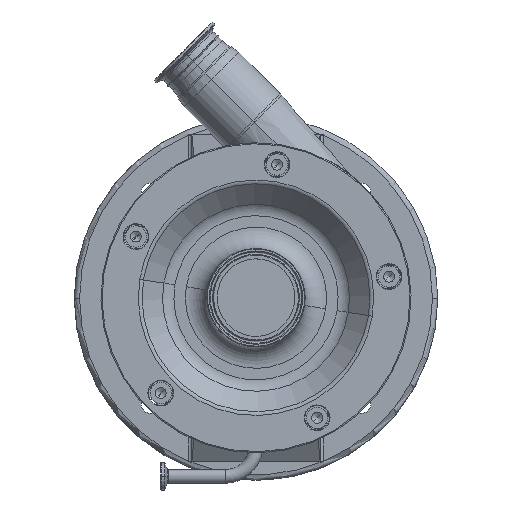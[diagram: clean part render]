
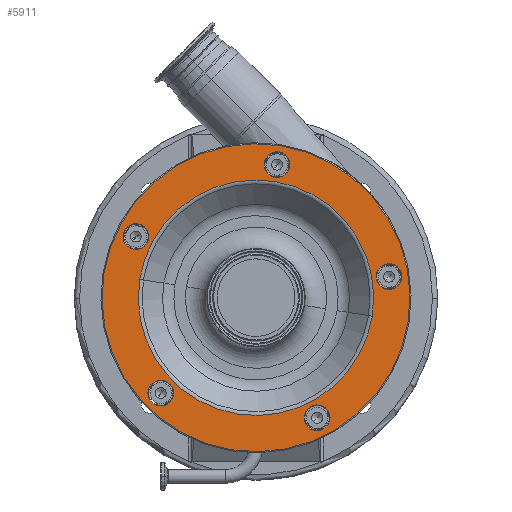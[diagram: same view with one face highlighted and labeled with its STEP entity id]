
A CAD part, top view. The second image highlights one B-rep face of the part: STEP entity #5911.
In plain terms, the highlighted planar face has unit normal (0, 0, 1).
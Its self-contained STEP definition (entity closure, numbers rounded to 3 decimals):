
#203 = DIRECTION ( 'NONE',  ( 0.988, -0.156, 0. ) ) ;
#303 = CARTESIAN_POINT ( 'NONE',  ( 69.055, -114.144, 91.5 ) ) ;
#329 = VERTEX_POINT ( 'NONE', #16104 ) ;
#481 = CARTESIAN_POINT ( 'NONE',  ( 45.351, -110.39, 91.5 ) ) ;
#543 = DIRECTION ( 'NONE',  ( 0.988, -0.156, 0. ) ) ;
#589 = DIRECTION ( 'NONE',  ( 0., 0., 1. ) ) ;
#729 = DIRECTION ( 'NONE',  ( 0.988, -0.156, 0. ) ) ;
#835 = DIRECTION ( 'NONE',  ( 0.988, -0.156, 0. ) ) ;
#1149 = PLANE ( 'NONE',  #8509 ) ;
#1367 = CIRCLE ( 'NONE', #18211, 12. ) ;
#1569 = EDGE_LOOP ( 'NONE', ( #12784, #3861 ) ) ;
#1591 = CARTESIAN_POINT ( 'NONE',  ( -124.119, 59.08, 91.5 ) ) ;
#1750 = DIRECTION ( 'NONE',  ( 0.988, -0.156, 0. ) ) ;
#1759 = CIRCLE ( 'NONE', #15959, 12. ) ;
#1879 = DIRECTION ( 'NONE',  ( 0., 0., 1. ) ) ;
#1898 = AXIS2_PLACEMENT_3D ( 'NONE', #8321, #12859, #10077 ) ;
#2009 = AXIS2_PLACEMENT_3D ( 'NONE', #3497, #589, #13305 ) ;
#2276 = DIRECTION ( 'NONE',  ( 0.988, -0.156, 0. ) ) ;
#2363 = CIRCLE ( 'NONE', #14246, 12. ) ;
#2670 = EDGE_CURVE ( 'NONE', #13318, #5538, #1759, .T. ) ;
#2789 = FACE_OUTER_BOUND ( 'NONE', #16449, .T. ) ;
#2927 = CARTESIAN_POINT ( 'NONE',  ( -108.716, 17.219, 91.5 ) ) ;
#2968 = AXIS2_PLACEMENT_3D ( 'NONE', #5087, #8493, #835 ) ;
#3091 = CARTESIAN_POINT ( 'NONE',  ( 142.227, -22.527, 91.5 ) ) ;
#3122 = DIRECTION ( 'NONE',  ( 0., 0., 1. ) ) ;
#3190 = VERTEX_POINT ( 'NONE', #3547 ) ;
#3327 = DIRECTION ( 'NONE',  ( 0.988, -0.156, 0. ) ) ;
#3379 = EDGE_LOOP ( 'NONE', ( #4311, #18277 ) ) ;
#3419 = CIRCLE ( 'NONE', #10038, 110.071 ) ;
#3497 = CARTESIAN_POINT ( 'NONE',  ( 0., 0., 91.5 ) ) ;
#3538 = CIRCLE ( 'NONE', #4205, 12. ) ;
#3547 = CARTESIAN_POINT ( 'NONE',  ( -100.415, 55.326, 91.5 ) ) ;
#3861 = ORIENTED_EDGE ( 'NONE', *, *, #17202, .F. ) ;
#3913 = VERTEX_POINT ( 'NONE', #481 ) ;
#4205 = AXIS2_PLACEMENT_3D ( 'NONE', #16001, #9789, #4829 ) ;
#4301 = CARTESIAN_POINT ( 'NONE',  ( -142.227, 22.527, 91.5 ) ) ;
#4311 = ORIENTED_EDGE ( 'NONE', *, *, #15923, .F. ) ;
#4356 = DIRECTION ( 'NONE',  ( 0., 0., 1. ) ) ;
#4358 = FACE_BOUND ( 'NONE', #1569, .T. ) ;
#4829 = DIRECTION ( 'NONE',  ( 0.988, -0.156, 0. ) ) ;
#4972 = DIRECTION ( 'NONE',  ( 0., 0., 1. ) ) ;
#5087 = CARTESIAN_POINT ( 'NONE',  ( 124.449, 19.711, 91.5 ) ) ;
#5225 = EDGE_CURVE ( 'NONE', #3913, #9902, #12211, .T. ) ;
#5374 = CARTESIAN_POINT ( 'NONE',  ( -100.948, -87.218, 91.5 ) ) ;
#5538 = VERTEX_POINT ( 'NONE', #17272 ) ;
#5662 = AXIS2_PLACEMENT_3D ( 'NONE', #17899, #16453, #2276 ) ;
#5858 = EDGE_CURVE ( 'NONE', #6195, #14912, #13438, .T. ) ;
#5911 = ADVANCED_FACE ( 'NONE', ( #18105, #16572, #4358, #12400, #10663, #2789, #14042 ), #1149, .F. ) ;
#5923 = CARTESIAN_POINT ( 'NONE',  ( 7.858, 126.326, 91.5 ) ) ;
#6195 = VERTEX_POINT ( 'NONE', #4301 ) ;
#6691 = AXIS2_PLACEMENT_3D ( 'NONE', #9812, #10030, #1750 ) ;
#7269 = AXIS2_PLACEMENT_3D ( 'NONE', #9741, #1879, #14766 ) ;
#7391 = CIRCLE ( 'NONE', #12661, 12. ) ;
#7549 = EDGE_CURVE ( 'NONE', #15505, #329, #3419, .T. ) ;
#8321 = CARTESIAN_POINT ( 'NONE',  ( 0., 0., 91.5 ) ) ;
#8493 = DIRECTION ( 'NONE',  ( 0., 0., 1. ) ) ;
#8509 = AXIS2_PLACEMENT_3D ( 'NONE', #12504, #16983, #9108 ) ;
#8612 = DIRECTION ( 'NONE',  ( 0., 0., 1. ) ) ;
#8647 = EDGE_CURVE ( 'NONE', #10172, #19298, #2363, .T. ) ;
#8827 = CARTESIAN_POINT ( 'NONE',  ( 0., 0., 91.5 ) ) ;
#9108 = DIRECTION ( 'NONE',  ( -0.988, 0.156, 0. ) ) ;
#9291 = AXIS2_PLACEMENT_3D ( 'NONE', #11001, #12631, #18943 ) ;
#9741 = CARTESIAN_POINT ( 'NONE',  ( 57.203, -112.267, 91.5 ) ) ;
#9745 = CARTESIAN_POINT ( 'NONE',  ( 19.711, 124.449, 91.5 ) ) ;
#9789 = DIRECTION ( 'NONE',  ( 0., 0., 1. ) ) ;
#9812 = CARTESIAN_POINT ( 'NONE',  ( -89.095, -89.095, 91.5 ) ) ;
#9900 = CARTESIAN_POINT ( 'NONE',  ( -77.243, -90.973, 91.5 ) ) ;
#9902 = VERTEX_POINT ( 'NONE', #303 ) ;
#9971 = ORIENTED_EDGE ( 'NONE', *, *, #2670, .F. ) ;
#10030 = DIRECTION ( 'NONE',  ( 0., 0., 1. ) ) ;
#10038 = AXIS2_PLACEMENT_3D ( 'NONE', #8827, #13365, #13469 ) ;
#10077 = DIRECTION ( 'NONE',  ( 0.988, -0.156, 0. ) ) ;
#10172 = VERTEX_POINT ( 'NONE', #20157 ) ;
#10303 = EDGE_CURVE ( 'NONE', #17206, #15139, #10323, .T. ) ;
#10323 = CIRCLE ( 'NONE', #6691, 12. ) ;
#10663 = FACE_BOUND ( 'NONE', #3379, .T. ) ;
#10747 = ORIENTED_EDGE ( 'NONE', *, *, #16660, .F. ) ;
#10964 = CIRCLE ( 'NONE', #9291, 12. ) ;
#11001 = CARTESIAN_POINT ( 'NONE',  ( -112.267, 57.203, 91.5 ) ) ;
#11003 = CARTESIAN_POINT ( 'NONE',  ( 124.449, 19.711, 91.5 ) ) ;
#11259 = ORIENTED_EDGE ( 'NONE', *, *, #8647, .F. ) ;
#11577 = CIRCLE ( 'NONE', #2968, 12. ) ;
#11738 = EDGE_LOOP ( 'NONE', ( #10747, #9971 ) ) ;
#12079 = EDGE_CURVE ( 'NONE', #12949, #3190, #10964, .T. ) ;
#12105 = EDGE_CURVE ( 'NONE', #9902, #3913, #1367, .T. ) ;
#12211 = CIRCLE ( 'NONE', #7269, 12. ) ;
#12400 = FACE_BOUND ( 'NONE', #11738, .T. ) ;
#12424 = DIRECTION ( 'NONE',  ( 0.988, -0.156, 0. ) ) ;
#12504 = CARTESIAN_POINT ( 'NONE',  ( 22.527, 142.227, 91.5 ) ) ;
#12592 = ORIENTED_EDGE ( 'NONE', *, *, #12079, .F. ) ;
#12631 = DIRECTION ( 'NONE',  ( 0., 0., 1. ) ) ;
#12661 = AXIS2_PLACEMENT_3D ( 'NONE', #9745, #4972, #203 ) ;
#12678 = EDGE_CURVE ( 'NONE', #14912, #6195, #15880, .T. ) ;
#12784 = ORIENTED_EDGE ( 'NONE', *, *, #10303, .F. ) ;
#12859 = DIRECTION ( 'NONE',  ( 0., 0., 1. ) ) ;
#12939 = CARTESIAN_POINT ( 'NONE',  ( 57.203, -112.267, 91.5 ) ) ;
#12949 = VERTEX_POINT ( 'NONE', #1591 ) ;
#13137 = CIRCLE ( 'NONE', #15467, 110.071 ) ;
#13305 = DIRECTION ( 'NONE',  ( 0.988, -0.156, 0. ) ) ;
#13318 = VERTEX_POINT ( 'NONE', #5923 ) ;
#13365 = DIRECTION ( 'NONE',  ( 0., 0., 1. ) ) ;
#13367 = ORIENTED_EDGE ( 'NONE', *, *, #5225, .F. ) ;
#13438 = CIRCLE ( 'NONE', #1898, 144. ) ;
#13467 = EDGE_CURVE ( 'NONE', #3190, #12949, #14561, .T. ) ;
#13469 = DIRECTION ( 'NONE',  ( 0.988, -0.156, 0. ) ) ;
#13475 = ORIENTED_EDGE ( 'NONE', *, *, #12678, .T. ) ;
#14042 = FACE_BOUND ( 'NONE', #19465, .T. ) ;
#14246 = AXIS2_PLACEMENT_3D ( 'NONE', #11003, #3122, #12424 ) ;
#14561 = CIRCLE ( 'NONE', #5662, 12. ) ;
#14591 = DIRECTION ( 'NONE',  ( 0., 0., 1. ) ) ;
#14766 = DIRECTION ( 'NONE',  ( 0.988, -0.156, 0. ) ) ;
#14912 = VERTEX_POINT ( 'NONE', #3091 ) ;
#15139 = VERTEX_POINT ( 'NONE', #5374 ) ;
#15467 = AXIS2_PLACEMENT_3D ( 'NONE', #16178, #8612, #543 ) ;
#15505 = VERTEX_POINT ( 'NONE', #2927 ) ;
#15660 = ORIENTED_EDGE ( 'NONE', *, *, #20289, .F. ) ;
#15880 = CIRCLE ( 'NONE', #2009, 144. ) ;
#15923 = EDGE_CURVE ( 'NONE', #329, #15505, #13137, .T. ) ;
#15959 = AXIS2_PLACEMENT_3D ( 'NONE', #16875, #4356, #729 ) ;
#16001 = CARTESIAN_POINT ( 'NONE',  ( -89.095, -89.095, 91.5 ) ) ;
#16104 = CARTESIAN_POINT ( 'NONE',  ( 108.716, -17.219, 91.5 ) ) ;
#16178 = CARTESIAN_POINT ( 'NONE',  ( 0., 0., 91.5 ) ) ;
#16449 = EDGE_LOOP ( 'NONE', ( #13475, #17966 ) ) ;
#16453 = DIRECTION ( 'NONE',  ( 0., 0., 1. ) ) ;
#16572 = FACE_BOUND ( 'NONE', #17408, .T. ) ;
#16660 = EDGE_CURVE ( 'NONE', #5538, #13318, #7391, .T. ) ;
#16875 = CARTESIAN_POINT ( 'NONE',  ( 19.711, 124.449, 91.5 ) ) ;
#16983 = DIRECTION ( 'NONE',  ( 0., 0., -1. ) ) ;
#17202 = EDGE_CURVE ( 'NONE', #15139, #17206, #3538, .T. ) ;
#17206 = VERTEX_POINT ( 'NONE', #9900 ) ;
#17272 = CARTESIAN_POINT ( 'NONE',  ( 31.563, 122.572, 91.5 ) ) ;
#17408 = EDGE_LOOP ( 'NONE', ( #17894, #13367 ) ) ;
#17894 = ORIENTED_EDGE ( 'NONE', *, *, #12105, .F. ) ;
#17899 = CARTESIAN_POINT ( 'NONE',  ( -112.267, 57.203, 91.5 ) ) ;
#17966 = ORIENTED_EDGE ( 'NONE', *, *, #5858, .T. ) ;
#18105 = FACE_BOUND ( 'NONE', #20330, .T. ) ;
#18211 = AXIS2_PLACEMENT_3D ( 'NONE', #12939, #14591, #3327 ) ;
#18277 = ORIENTED_EDGE ( 'NONE', *, *, #7549, .F. ) ;
#18943 = DIRECTION ( 'NONE',  ( 0.988, -0.156, 0. ) ) ;
#19044 = ORIENTED_EDGE ( 'NONE', *, *, #13467, .F. ) ;
#19298 = VERTEX_POINT ( 'NONE', #20417 ) ;
#19465 = EDGE_LOOP ( 'NONE', ( #19044, #12592 ) ) ;
#20157 = CARTESIAN_POINT ( 'NONE',  ( 112.596, 21.588, 91.5 ) ) ;
#20289 = EDGE_CURVE ( 'NONE', #19298, #10172, #11577, .T. ) ;
#20330 = EDGE_LOOP ( 'NONE', ( #15660, #11259 ) ) ;
#20417 = CARTESIAN_POINT ( 'NONE',  ( 136.301, 17.834, 91.5 ) ) ;
